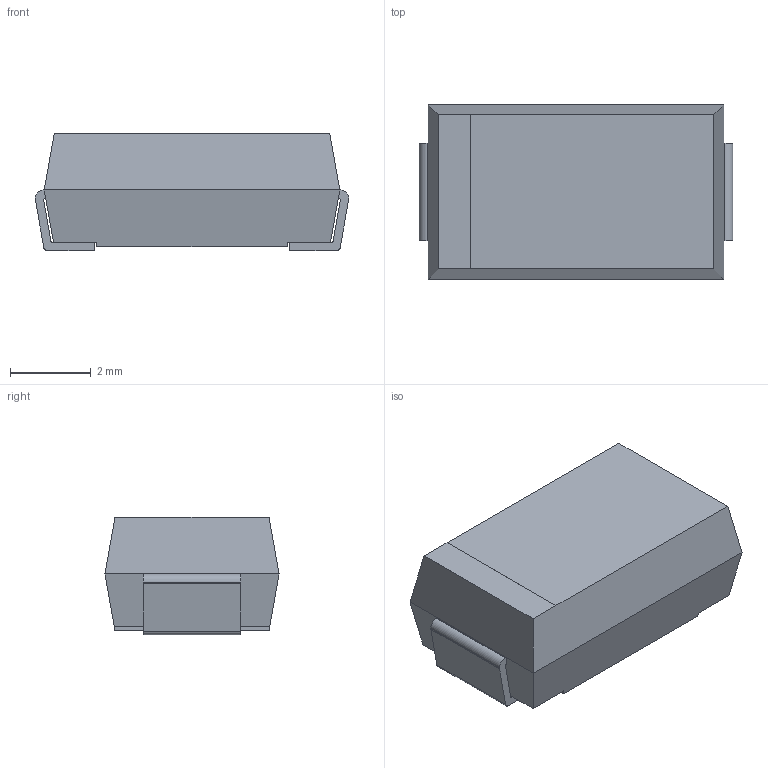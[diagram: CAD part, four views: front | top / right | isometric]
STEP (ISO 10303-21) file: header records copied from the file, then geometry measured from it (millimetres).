
FILE_DESCRIPTION (( 'STEP AP214' ), '1' );
FILE_NAME ('User Library-CaseD.STEP', '2018-07-31T09:14:49', ( '' ), ( '' ), 'SwSTEP 2.0', 'SolidWorks 2018', '' );
FILE_SCHEMA (( 'AUTOMOTIVE_DESIGN' ));
Length unit declared in the file: millimetre
Products named in the file (1): User Library-CaseD
Bounding box: 7.75 x 4.3 x 2.9 mm (x, y, z)
Surface area: 132.3 mm2 (no closed solid volume)
Topology: 0 solids, 3 shells, 40 faces, 115 edges, 74 vertices
Faces by surface type: plane 30, cylinder 10
Entity records: 1738 total; most frequent: CARTESIAN_POINT 230, DIRECTION 217, ORIENTED_EDGE 202, EDGE_CURVE 115, VECTOR 95, LINE 95, VERTEX_POINT 74, AXIS2_PLACEMENT_3D 61
